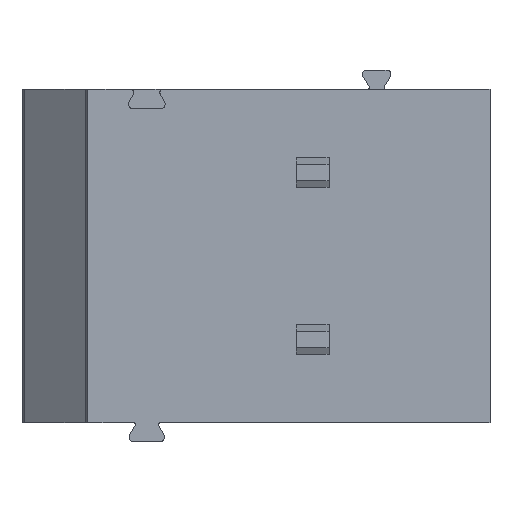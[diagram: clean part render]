
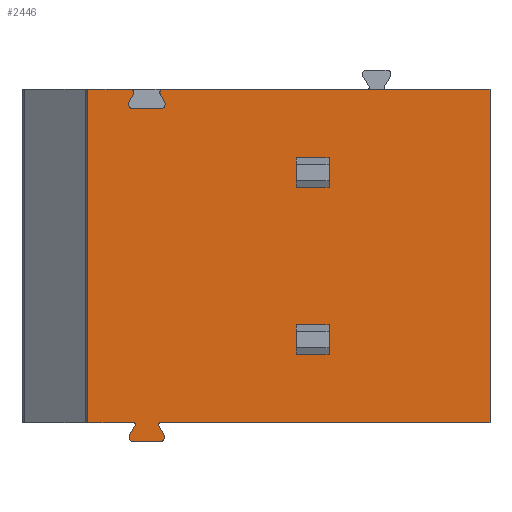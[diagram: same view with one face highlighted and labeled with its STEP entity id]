
A CAD part, front view. The second image highlights one B-rep face of the part: STEP entity #2446.
In plain terms, the highlighted planar face has unit normal (0, -1, 0).
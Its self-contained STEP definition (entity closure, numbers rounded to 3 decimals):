
#52=DIRECTION('',(1.,0.,0.));
#53=VECTOR('',#52,9.952);
#54=CARTESIAN_POINT('',(-3.069,-9.773,7.62));
#55=LINE('',#54,#53);
#68=DIRECTION('',(1.,0.,0.));
#69=VECTOR('',#68,1.302);
#70=CARTESIAN_POINT('',(-5.367,-9.773,7.62));
#71=LINE('',#70,#69);
#351=CARTESIAN_POINT('',(-3.069,-9.773,7.52));
#352=DIRECTION('',(0.,-1.,0.));
#353=DIRECTION('',(0.,0.,1.));
#354=AXIS2_PLACEMENT_3D('',#351,#352,#353);
#356=CARTESIAN_POINT('',(-3.167,-9.773,-2.59));
#357=DIRECTION('',(0.,1.,0.));
#358=DIRECTION('',(-0.866,0.,-0.5));
#359=AXIS2_PLACEMENT_3D('',#356,#357,#358);
#361=DIRECTION('',(-0.5,0.,0.866));
#362=VECTOR('',#361,0.323);
#363=CARTESIAN_POINT('',(-3.048,-9.773,
-2.895));
#364=LINE('',#363,#362);
#365=CARTESIAN_POINT('',(-3.178,-9.773,
-2.97));
#366=DIRECTION('',(0.,-1.,0.));
#367=DIRECTION('',(0.,0.,-1.));
#368=AXIS2_PLACEMENT_3D('',#365,#366,#367);
#370=DIRECTION('',(1.,0.,0.));
#371=VECTOR('',#370,0.777);
#372=CARTESIAN_POINT('',(-3.955,-9.773,
-3.12));
#373=LINE('',#372,#371);
#374=CARTESIAN_POINT('',(-3.955,-9.773,
-2.97));
#375=DIRECTION('',(0.,-1.,0.));
#376=DIRECTION('',(-0.866,0.,0.5));
#377=AXIS2_PLACEMENT_3D('',#374,#375,#376);
#379=DIRECTION('',(-0.5,0.,-0.866));
#380=VECTOR('',#379,0.323);
#381=CARTESIAN_POINT('',(-3.924,-9.773,-2.615));
#382=LINE('',#381,#380);
#383=CARTESIAN_POINT('',(-3.967,-9.773,-2.59));
#384=DIRECTION('',(0.,1.,0.));
#385=DIRECTION('',(0.,0.,1.));
#386=AXIS2_PLACEMENT_3D('',#383,#384,#385);
#388=DIRECTION('',(0.,0.,-1.));
#389=VECTOR('',#388,10.16);
#390=CARTESIAN_POINT('',(-5.367,-9.773,7.62));
#391=LINE('',#390,#389);
#392=CARTESIAN_POINT('',(-4.065,-9.773,7.52));
#393=DIRECTION('',(0.,-1.,0.));
#394=DIRECTION('',(0.866,0.,-0.5));
#395=AXIS2_PLACEMENT_3D('',#392,#393,#394);
#397=DIRECTION('',(-0.5,0.,-0.866));
#398=VECTOR('',#397,0.26);
#399=CARTESIAN_POINT('',(-3.978,-9.773,7.47));
#400=LINE('',#399,#398);
#401=CARTESIAN_POINT('',(-3.978,-9.773,7.17));
#402=DIRECTION('',(0.,-1.,0.));
#403=DIRECTION('',(-0.866,0.,0.5));
#404=AXIS2_PLACEMENT_3D('',#401,#402,#403);
#406=DIRECTION('',(1.,0.,0.));
#407=VECTOR('',#406,0.823);
#408=CARTESIAN_POINT('',(-3.978,-9.773,7.02));
#409=LINE('',#408,#407);
#410=CARTESIAN_POINT('',(-3.155,-9.773,7.17));
#411=DIRECTION('',(0.,-1.,0.));
#412=DIRECTION('',(0.,0.,-1.));
#413=AXIS2_PLACEMENT_3D('',#410,#411,#412);
#415=DIRECTION('',(-0.5,0.,0.866));
#416=VECTOR('',#415,0.26);
#417=CARTESIAN_POINT('',(-3.025,-9.773,7.245));
#418=LINE('',#417,#416);
#419=DIRECTION('',(1.,0.,0.));
#420=VECTOR('',#419,1.);
#421=CARTESIAN_POINT('',(0.983,-9.773,-0.45));
#422=LINE('',#421,#420);
#423=DIRECTION('',(0.,0.,1.));
#424=VECTOR('',#423,0.9);
#425=CARTESIAN_POINT('',(1.983,-9.773,-0.45));
#426=LINE('',#425,#424);
#427=DIRECTION('',(1.,0.,0.));
#428=VECTOR('',#427,1.);
#429=CARTESIAN_POINT('',(0.983,-9.773,0.45));
#430=LINE('',#429,#428);
#431=DIRECTION('',(0.,0.,1.));
#432=VECTOR('',#431,0.9);
#433=CARTESIAN_POINT('',(0.983,-9.773,-0.45));
#434=LINE('',#433,#432);
#435=DIRECTION('',(1.,0.,0.));
#436=VECTOR('',#435,1.);
#437=CARTESIAN_POINT('',(0.983,-9.773,4.63));
#438=LINE('',#437,#436);
#439=DIRECTION('',(0.,0.,1.));
#440=VECTOR('',#439,0.9);
#441=CARTESIAN_POINT('',(1.983,-9.773,4.63));
#442=LINE('',#441,#440);
#443=DIRECTION('',(1.,0.,0.));
#444=VECTOR('',#443,1.);
#445=CARTESIAN_POINT('',(0.983,-9.773,5.53));
#446=LINE('',#445,#444);
#447=DIRECTION('',(0.,0.,1.));
#448=VECTOR('',#447,0.9);
#449=CARTESIAN_POINT('',(0.983,-9.773,4.63));
#450=LINE('',#449,#448);
#507=DIRECTION('',(0.,0.,-1.));
#508=VECTOR('',#507,10.16);
#509=CARTESIAN_POINT('',(6.883,-9.773,7.62));
#510=LINE('',#509,#508);
#596=DIRECTION('',(1.,0.,0.));
#597=VECTOR('',#596,1.4);
#598=CARTESIAN_POINT('',(-5.367,-9.773,-2.54));
#599=LINE('',#598,#597);
#612=DIRECTION('',(1.,0.,0.));
#613=VECTOR('',#612,10.05);
#614=CARTESIAN_POINT('',(-3.167,-9.773,-2.54));
#615=LINE('',#614,#613);
#1519=CARTESIAN_POINT('',(6.883,-9.773,7.62));
#1521=VERTEX_POINT('',#1519);
#1557=CARTESIAN_POINT('',(-5.367,-9.773,7.62));
#1558=VERTEX_POINT('',#1557);
#1559=CARTESIAN_POINT('',(6.883,-9.773,-2.54));
#1561=VERTEX_POINT('',#1559);
#1597=CARTESIAN_POINT('',(-5.367,-9.773,-2.54));
#1598=VERTEX_POINT('',#1597);
#1615=CARTESIAN_POINT('',(-3.955,-9.773,
-3.12));
#1616=CARTESIAN_POINT('',(-3.178,-9.773,
-3.12));
#1617=VERTEX_POINT('',#1615);
#1618=VERTEX_POINT('',#1616);
#1619=CARTESIAN_POINT('',(-3.048,-9.773,
-2.895));
#1620=VERTEX_POINT('',#1619);
#1621=CARTESIAN_POINT('',(-3.21,-9.773,-2.615));
#1622=VERTEX_POINT('',#1621);
#1623=CARTESIAN_POINT('',(-3.924,-9.773,-2.615));
#1624=CARTESIAN_POINT('',(-4.085,-9.773,
-2.895));
#1625=VERTEX_POINT('',#1623);
#1626=VERTEX_POINT('',#1624);
#1643=CARTESIAN_POINT('',(-3.167,-9.773,-2.54));
#1644=VERTEX_POINT('',#1643);
#1645=CARTESIAN_POINT('',(-3.967,-9.773,-2.54));
#1646=VERTEX_POINT('',#1645);
#1663=CARTESIAN_POINT('',(-3.069,-9.773,7.62));
#1664=VERTEX_POINT('',#1663);
#1665=CARTESIAN_POINT('',(-4.065,-9.773,7.62));
#1666=VERTEX_POINT('',#1665);
#1667=CARTESIAN_POINT('',(-3.155,-9.773,7.47));
#1668=VERTEX_POINT('',#1667);
#1669=CARTESIAN_POINT('',(-3.978,-9.773,7.47));
#1670=VERTEX_POINT('',#1669);
#1671=CARTESIAN_POINT('',(-4.108,-9.773,7.245));
#1672=VERTEX_POINT('',#1671);
#1673=CARTESIAN_POINT('',(-3.978,-9.773,7.02));
#1674=VERTEX_POINT('',#1673);
#1675=CARTESIAN_POINT('',(-3.155,-9.773,7.02));
#1676=VERTEX_POINT('',#1675);
#1677=CARTESIAN_POINT('',(-3.025,-9.773,7.245));
#1678=VERTEX_POINT('',#1677);
#1711=CARTESIAN_POINT('',(0.983,-9.773,-0.45));
#1712=CARTESIAN_POINT('',(1.983,-9.773,-0.45));
#1713=VERTEX_POINT('',#1711);
#1714=VERTEX_POINT('',#1712);
#1715=CARTESIAN_POINT('',(0.983,-9.773,0.45));
#1716=CARTESIAN_POINT('',(1.983,-9.773,0.45));
#1717=VERTEX_POINT('',#1715);
#1718=VERTEX_POINT('',#1716);
#1899=CARTESIAN_POINT('',(0.983,-9.773,4.63));
#1900=CARTESIAN_POINT('',(1.983,-9.773,4.63));
#1901=VERTEX_POINT('',#1899);
#1902=VERTEX_POINT('',#1900);
#1903=CARTESIAN_POINT('',(0.983,-9.773,5.53));
#1904=CARTESIAN_POINT('',(1.983,-9.773,5.53));
#1905=VERTEX_POINT('',#1903);
#1906=VERTEX_POINT('',#1904);
#2382=CARTESIAN_POINT('',(-5.367,-9.773,7.62));
#2383=DIRECTION('',(0.,-1.,0.));
#2384=DIRECTION('',(1.,0.,0.));
#2385=AXIS2_PLACEMENT_3D('',#2382,#2383,#2384);
#2386=PLANE('',#2385);
#2388=ORIENTED_EDGE('',*,*,#2387,.F.);
#2389=ORIENTED_EDGE('',*,*,#1976,.T.);
#2391=ORIENTED_EDGE('',*,*,#2390,.T.);
#2393=ORIENTED_EDGE('',*,*,#2392,.F.);
#2395=ORIENTED_EDGE('',*,*,#2394,.F.);
#2397=ORIENTED_EDGE('',*,*,#2396,.F.);
#2399=ORIENTED_EDGE('',*,*,#2398,.F.);
#2401=ORIENTED_EDGE('',*,*,#2400,.F.);
#2403=ORIENTED_EDGE('',*,*,#2402,.F.);
#2405=ORIENTED_EDGE('',*,*,#2404,.F.);
#2407=ORIENTED_EDGE('',*,*,#2406,.F.);
#2409=ORIENTED_EDGE('',*,*,#2408,.F.);
#2410=ORIENTED_EDGE('',*,*,#2374,.F.);
#2411=ORIENTED_EDGE('',*,*,#1984,.T.);
#2413=ORIENTED_EDGE('',*,*,#2412,.F.);
#2415=ORIENTED_EDGE('',*,*,#2414,.T.);
#2417=ORIENTED_EDGE('',*,*,#2416,.T.);
#2419=ORIENTED_EDGE('',*,*,#2418,.T.);
#2421=ORIENTED_EDGE('',*,*,#2420,.T.);
#2423=ORIENTED_EDGE('',*,*,#2422,.T.);
#2424=EDGE_LOOP('',(#2388,#2389,#2391,#2393,#2395,#2397,#2399,#2401,#2403,#2405,
#2407,#2409,#2410,#2411,#2413,#2415,#2417,#2419,#2421,#2423));
#2425=FACE_OUTER_BOUND('',#2424,.F.);
#2427=ORIENTED_EDGE('',*,*,#2426,.T.);
#2429=ORIENTED_EDGE('',*,*,#2428,.T.);
#2431=ORIENTED_EDGE('',*,*,#2430,.F.);
#2433=ORIENTED_EDGE('',*,*,#2432,.F.);
#2434=EDGE_LOOP('',(#2427,#2429,#2431,#2433));
#2435=FACE_BOUND('',#2434,.F.);
#2437=ORIENTED_EDGE('',*,*,#2436,.T.);
#2439=ORIENTED_EDGE('',*,*,#2438,.T.);
#2441=ORIENTED_EDGE('',*,*,#2440,.F.);
#2443=ORIENTED_EDGE('',*,*,#2442,.F.);
#2444=EDGE_LOOP('',(#2437,#2439,#2441,#2443));
#2445=FACE_BOUND('',#2444,.F.);
#355=CIRCLE('',#354,0.1);
#360=CIRCLE('',#359,0.05);
#369=CIRCLE('',#368,0.15);
#378=CIRCLE('',#377,0.15);
#387=CIRCLE('',#386,0.05);
#396=CIRCLE('',#395,0.1);
#405=CIRCLE('',#404,0.15);
#414=CIRCLE('',#413,0.15);
#1976=EDGE_CURVE('',#1664,#1521,#55,.T.);
#1984=EDGE_CURVE('',#1558,#1666,#71,.T.);
#2374=EDGE_CURVE('',#1558,#1598,#391,.T.);
#2387=EDGE_CURVE('',#1664,#1668,#355,.T.);
#2390=EDGE_CURVE('',#1521,#1561,#510,.T.);
#2392=EDGE_CURVE('',#1644,#1561,#615,.T.);
#2394=EDGE_CURVE('',#1622,#1644,#360,.T.);
#2396=EDGE_CURVE('',#1620,#1622,#364,.T.);
#2398=EDGE_CURVE('',#1618,#1620,#369,.T.);
#2400=EDGE_CURVE('',#1617,#1618,#373,.T.);
#2402=EDGE_CURVE('',#1626,#1617,#378,.T.);
#2404=EDGE_CURVE('',#1625,#1626,#382,.T.);
#2406=EDGE_CURVE('',#1646,#1625,#387,.T.);
#2408=EDGE_CURVE('',#1598,#1646,#599,.T.);
#2412=EDGE_CURVE('',#1670,#1666,#396,.T.);
#2414=EDGE_CURVE('',#1670,#1672,#400,.T.);
#2416=EDGE_CURVE('',#1672,#1674,#405,.T.);
#2418=EDGE_CURVE('',#1674,#1676,#409,.T.);
#2420=EDGE_CURVE('',#1676,#1678,#414,.T.);
#2422=EDGE_CURVE('',#1678,#1668,#418,.T.);
#2426=EDGE_CURVE('',#1713,#1714,#422,.T.);
#2428=EDGE_CURVE('',#1714,#1718,#426,.T.);
#2430=EDGE_CURVE('',#1717,#1718,#430,.T.);
#2432=EDGE_CURVE('',#1713,#1717,#434,.T.);
#2436=EDGE_CURVE('',#1901,#1902,#438,.T.);
#2438=EDGE_CURVE('',#1902,#1906,#442,.T.);
#2440=EDGE_CURVE('',#1905,#1906,#446,.T.);
#2442=EDGE_CURVE('',#1901,#1905,#450,.T.);
#2446=ADVANCED_FACE('',(#2425,#2435,#2445),#2386,.T.);
